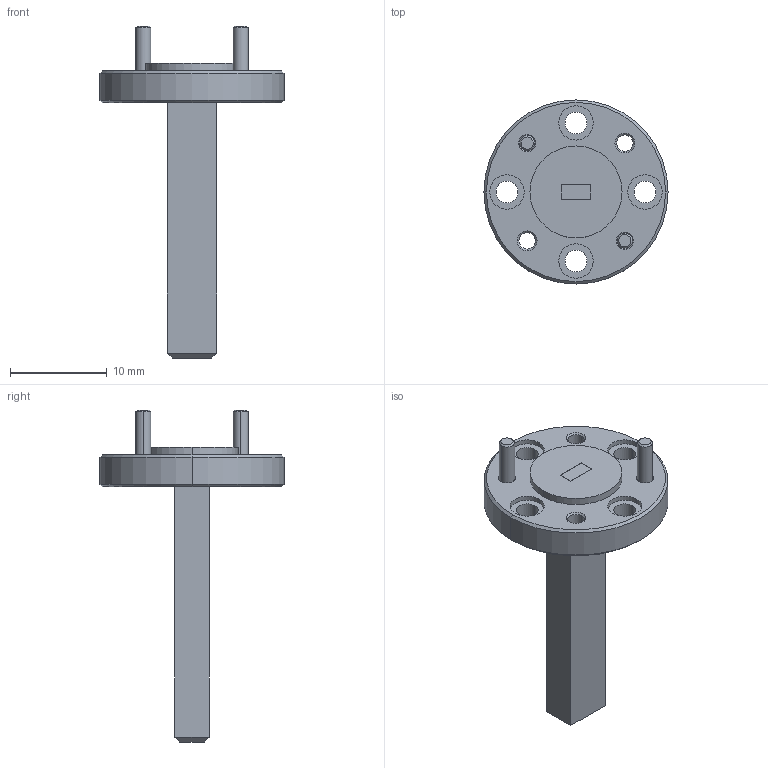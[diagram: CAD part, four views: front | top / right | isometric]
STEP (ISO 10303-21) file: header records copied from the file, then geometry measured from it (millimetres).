
FILE_DESCRIPTION (( 'STEP AP203' ), '1' );
FILE_NAME ('DMAP-12-301-1, df.STEP', '2017-06-06T16:15:38', ( '' ), ( '' ), 'SwSTEP 2.0', 'SolidWorks 2013', '' );
FILE_SCHEMA (( 'CONFIG_CONTROL_DESIGN' ));
Length unit declared in the file: inch
Products named in the file (1): DMAP-12-301-1, df
Bounding box: 19.05 x 19.05 x 34.35 mm (x, y, z)
Volume: 1405.7 mm3; surface area: 1427.2 mm2
Topology: 3 solids, 3 shells, 77 faces, 170 edges, 106 vertices
Faces by surface type: cylinder 32, plane 25, cone 20
Entity records: 2241 total; most frequent: DIRECTION 412, CARTESIAN_POINT 354, ORIENTED_EDGE 340, EDGE_CURVE 170, AXIS2_PLACEMENT_3D 164, VERTEX_POINT 106, EDGE_LOOP 100, CIRCLE 86
